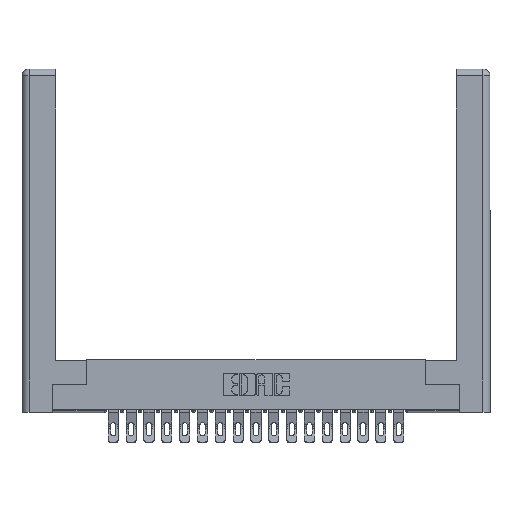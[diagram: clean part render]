
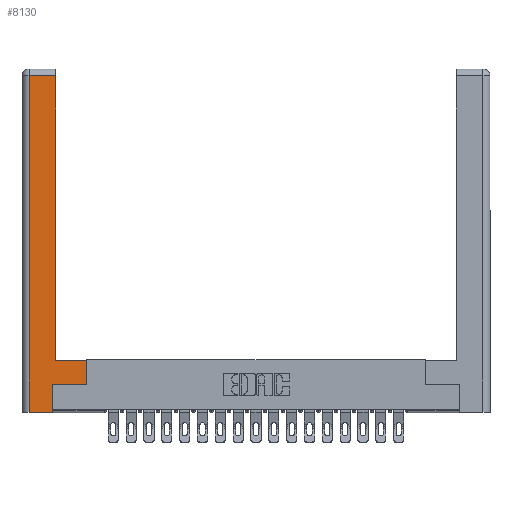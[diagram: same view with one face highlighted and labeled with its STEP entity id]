
A CAD part, top view. The second image highlights one B-rep face of the part: STEP entity #8130.
In plain terms, the highlighted planar face has unit normal (0, 0, 1).
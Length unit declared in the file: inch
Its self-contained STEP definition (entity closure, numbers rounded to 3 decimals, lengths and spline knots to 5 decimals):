
#456 = DIRECTION ( 'NONE',  ( 0., 1., 0. ) ) ;
#586 = CARTESIAN_POINT ( 'NONE',  ( 0.295, 0.45, 0. ) ) ;
#723 = DIRECTION ( 'NONE',  ( 0., 0., -1. ) ) ;
#1167 = ORIENTED_EDGE ( 'NONE', *, *, #1512, .T. ) ;
#1512 = EDGE_CURVE ( 'NONE', #17327, #2347, #17346, .T. ) ;
#1602 = CARTESIAN_POINT ( 'NONE',  ( 0.265, 0., 0. ) ) ;
#1953 = CARTESIAN_POINT ( 'NONE',  ( 0.295, 0.45, 0. ) ) ;
#2091 = VECTOR ( 'NONE', #11517, 39.37008 ) ;
#2211 = ORIENTED_EDGE ( 'NONE', *, *, #7019, .T. ) ;
#2347 = VERTEX_POINT ( 'NONE', #7845 ) ;
#2541 = VECTOR ( 'NONE', #6777, 39.37008 ) ;
#3155 = CARTESIAN_POINT ( 'NONE',  ( 0.295, 2.94, 0. ) ) ;
#3198 = VERTEX_POINT ( 'NONE', #586 ) ;
#4146 = DIRECTION ( 'NONE',  ( -1., 0., 0. ) ) ;
#4422 = ORIENTED_EDGE ( 'NONE', *, *, #21826, .T. ) ;
#4434 = LINE ( 'NONE', #14114, #13951 ) ;
#5246 = ORIENTED_EDGE ( 'NONE', *, *, #8406, .T. ) ;
#5343 = CARTESIAN_POINT ( 'NONE',  ( 0.565, 0.245, 0. ) ) ;
#5499 = ORIENTED_EDGE ( 'NONE', *, *, #20117, .T. ) ;
#5854 = VERTEX_POINT ( 'NONE', #9067 ) ;
#6617 = VECTOR ( 'NONE', #24575, 39.37008 ) ;
#6777 = DIRECTION ( 'NONE',  ( 0., -1., 0. ) ) ;
#6798 = EDGE_CURVE ( 'NONE', #22197, #16709, #13178, .T. ) ;
#6958 = CARTESIAN_POINT ( 'NONE',  ( 0.265, 0., 0. ) ) ;
#7019 = EDGE_CURVE ( 'NONE', #18564, #7744, #20344, .T. ) ;
#7744 = VERTEX_POINT ( 'NONE', #1602 ) ;
#7845 = CARTESIAN_POINT ( 'NONE',  ( 0.565, 0.45, 0. ) ) ;
#8130 = ADVANCED_FACE ( 'NONE', ( #14949 ), #17622, .F. ) ;
#8406 = EDGE_CURVE ( 'NONE', #5854, #17327, #21823, .T. ) ;
#8836 = VECTOR ( 'NONE', #19339, 39.37008 ) ;
#8850 = CARTESIAN_POINT ( 'NONE',  ( 0.0615, 0., 0. ) ) ;
#9067 = CARTESIAN_POINT ( 'NONE',  ( 0.265, 0.245, 0. ) ) ;
#9571 = AXIS2_PLACEMENT_3D ( 'NONE', #17704, #723, #15990 ) ;
#10464 = CARTESIAN_POINT ( 'NONE',  ( 0.0615, 2.94, 0. ) ) ;
#10834 = CARTESIAN_POINT ( 'NONE',  ( 0.565, 0.45, 0. ) ) ;
#11517 = DIRECTION ( 'NONE',  ( 0., 1., 0. ) ) ;
#11654 = CARTESIAN_POINT ( 'NONE',  ( 0.265, 0.245, 0. ) ) ;
#11720 = VECTOR ( 'NONE', #18790, 39.37008 ) ;
#12663 = ORIENTED_EDGE ( 'NONE', *, *, #6798, .T. ) ;
#13178 = LINE ( 'NONE', #22680, #6617 ) ;
#13951 = VECTOR ( 'NONE', #456, 39.37008 ) ;
#14114 = CARTESIAN_POINT ( 'NONE',  ( 0.295, 3., 0. ) ) ;
#14415 = CARTESIAN_POINT ( 'NONE',  ( 0.0615, 0., 0. ) ) ;
#14949 = FACE_OUTER_BOUND ( 'NONE', #17368, .T. ) ;
#15986 = LINE ( 'NONE', #11654, #8836 ) ;
#15990 = DIRECTION ( 'NONE',  ( -1., 0., 0. ) ) ;
#16599 = CARTESIAN_POINT ( 'NONE',  ( 0.565, 0.245, 0. ) ) ;
#16709 = VERTEX_POINT ( 'NONE', #10464 ) ;
#17055 = VECTOR ( 'NONE', #4146, 39.37008 ) ;
#17212 = ORIENTED_EDGE ( 'NONE', *, *, #24548, .T. ) ;
#17327 = VERTEX_POINT ( 'NONE', #16599 ) ;
#17346 = LINE ( 'NONE', #10834, #2091 ) ;
#17368 = EDGE_LOOP ( 'NONE', ( #5499, #12663, #4422, #2211, #19687, #5246, #1167, #17212 ) ) ;
#17622 = PLANE ( 'NONE',  #9571 ) ;
#17704 = CARTESIAN_POINT ( 'NONE',  ( 0., 0., 0. ) ) ;
#18109 = LINE ( 'NONE', #8850, #2541 ) ;
#18564 = VERTEX_POINT ( 'NONE', #14415 ) ;
#18578 = VECTOR ( 'NONE', #22396, 39.37008 ) ;
#18790 = DIRECTION ( 'NONE',  ( 1., 0., 0. ) ) ;
#19339 = DIRECTION ( 'NONE',  ( 0., 1., 0. ) ) ;
#19687 = ORIENTED_EDGE ( 'NONE', *, *, #21657, .T. ) ;
#20117 = EDGE_CURVE ( 'NONE', #3198, #22197, #4434, .T. ) ;
#20344 = LINE ( 'NONE', #6958, #18578 ) ;
#21657 = EDGE_CURVE ( 'NONE', #7744, #5854, #15986, .T. ) ;
#21823 = LINE ( 'NONE', #5343, #11720 ) ;
#21826 = EDGE_CURVE ( 'NONE', #16709, #18564, #18109, .T. ) ;
#22197 = VERTEX_POINT ( 'NONE', #3155 ) ;
#22396 = DIRECTION ( 'NONE',  ( 1., 0., 0. ) ) ;
#22680 = CARTESIAN_POINT ( 'NONE',  ( 0.0615, 2.94, 0. ) ) ;
#23320 = LINE ( 'NONE', #1953, #17055 ) ;
#24548 = EDGE_CURVE ( 'NONE', #2347, #3198, #23320, .T. ) ;
#24575 = DIRECTION ( 'NONE',  ( -1., 0., 0. ) ) ;
